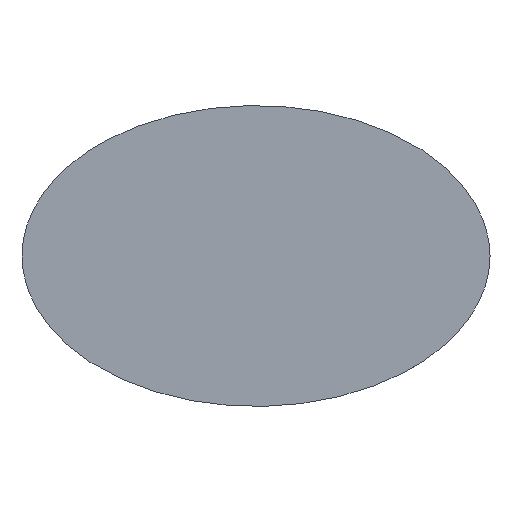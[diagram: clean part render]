
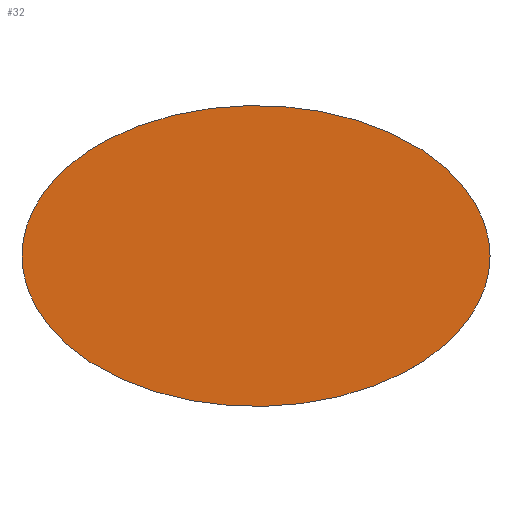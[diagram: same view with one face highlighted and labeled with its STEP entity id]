
A CAD part, top view. The second image highlights one B-rep face of the part: STEP entity #32.
In plain terms, the highlighted planar face has unit normal (0, 0, 1).
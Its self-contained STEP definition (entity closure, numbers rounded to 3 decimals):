
#32=ADVANCED_FACE($,(#48),#191,.T.);
#48=FACE_OUTER_BOUND($,#64,.T.);
#64=EDGE_LOOP($,(#120,#121));
#120=ORIENTED_EDGE($,*,*,#155,.F.);
#121=ORIENTED_EDGE($,*,*,#152,.F.);
#152=EDGE_CURVE($,#173,#175,#201,.T.);
#155=EDGE_CURVE($,#175,#173,#203,.T.);
#173=VERTEX_POINT($,#903);
#175=VERTEX_POINT($,#905);
#191=PLANE($,#319);
#201=(
BOUNDED_CURVE()
B_SPLINE_CURVE(2,(#863,#864,#865,#866,#867),.UNSPECIFIED.,.F.,.F.)
B_SPLINE_CURVE_WITH_KNOTS((3,2,3),(0.,1.571,3.142),
.UNSPECIFIED.)
CURVE()
GEOMETRIC_REPRESENTATION_ITEM()
RATIONAL_B_SPLINE_CURVE((1.,0.707,1.,0.707,1.))
REPRESENTATION_ITEM($)
);
#203=(
BOUNDED_CURVE()
B_SPLINE_CURVE(2,(#875,#876,#877,#878,#879),.UNSPECIFIED.,.F.,.F.)
B_SPLINE_CURVE_WITH_KNOTS((3,2,3),(3.142,4.712,6.283),
.UNSPECIFIED.)
CURVE()
GEOMETRIC_REPRESENTATION_ITEM()
RATIONAL_B_SPLINE_CURVE((1.,0.707,1.,0.707,1.))
REPRESENTATION_ITEM($)
);
#319=AXIS2_PLACEMENT_3D($,#891,#332,$);
#332=DIRECTION($,(0.,0.,1.));
#863=CARTESIAN_POINT($,(0.,500.,735.));
#864=CARTESIAN_POINT($,(0.,1175.,735.));
#865=CARTESIAN_POINT($,(1050.,1175.,735.));
#866=CARTESIAN_POINT($,(2100.,1175.,735.));
#867=CARTESIAN_POINT($,(2100.,500.,735.));
#875=CARTESIAN_POINT($,(2100.,500.,735.));
#876=CARTESIAN_POINT($,(2100.,-175.,735.));
#877=CARTESIAN_POINT($,(1050.,-175.,735.));
#878=CARTESIAN_POINT($,(0.,-175.,735.));
#879=CARTESIAN_POINT($,(0.,500.,735.));
#891=CARTESIAN_POINT($,(0.,1175.,735.));
#903=CARTESIAN_POINT($,(0.,500.,735.));
#905=CARTESIAN_POINT($,(2100.,500.,735.));
